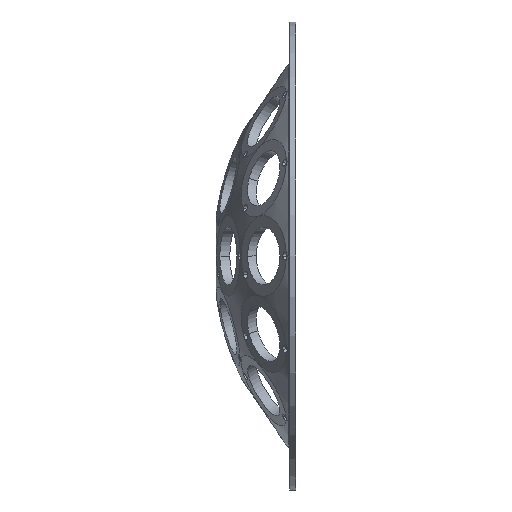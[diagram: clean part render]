
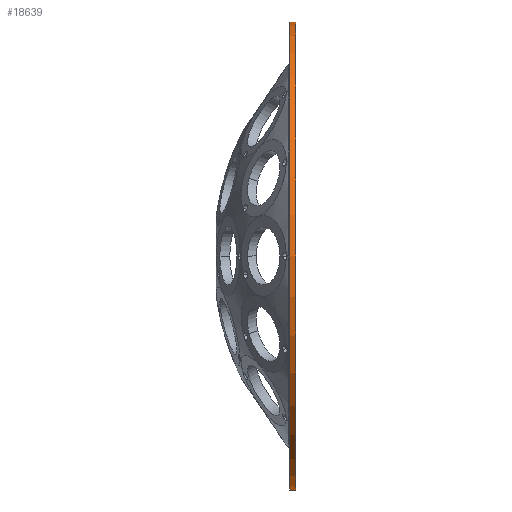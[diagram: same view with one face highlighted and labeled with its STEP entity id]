
A CAD part, left-side view. The second image highlights one B-rep face of the part: STEP entity #18639.
In plain terms, the highlighted cylindrical face has radius 223 mm (diameter 446 mm), a partial arc.
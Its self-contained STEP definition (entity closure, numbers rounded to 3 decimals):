
#925 = DIRECTION ( 'NONE',  ( 0., 0., 1. ) ) ;
#1367 = CIRCLE ( 'NONE', #16481, 223. ) ;
#2100 = CIRCLE ( 'NONE', #4629, 223. ) ;
#2300 = LINE ( 'NONE', #14211, #4026 ) ;
#2398 = DIRECTION ( 'NONE',  ( 0., 0., 1. ) ) ;
#2512 = LINE ( 'NONE', #13143, #9953 ) ;
#3024 = EDGE_LOOP ( 'NONE', ( #11285, #16213, #3740, #7951 ) ) ;
#3740 = ORIENTED_EDGE ( 'NONE', *, *, #18582, .T. ) ;
#4026 = VECTOR ( 'NONE', #17273, 1000. ) ;
#4629 = AXIS2_PLACEMENT_3D ( 'NONE', #13173, #16128, #17512 ) ;
#5090 = CARTESIAN_POINT ( 'NONE',  ( 0., 195., 0. ) ) ;
#5199 = VERTEX_POINT ( 'NONE', #9011 ) ;
#5760 = CARTESIAN_POINT ( 'NONE',  ( 0., 189., 223. ) ) ;
#6834 = FACE_OUTER_BOUND ( 'NONE', #3024, .T. ) ;
#7042 = DIRECTION ( 'NONE',  ( 0., 1., 0. ) ) ;
#7951 = ORIENTED_EDGE ( 'NONE', *, *, #8920, .F. ) ;
#8920 = EDGE_CURVE ( 'NONE', #5199, #16690, #1367, .T. ) ;
#9011 = CARTESIAN_POINT ( 'NONE',  ( 0., 195., -223. ) ) ;
#9953 = VECTOR ( 'NONE', #7042, 1000. ) ;
#10314 = AXIS2_PLACEMENT_3D ( 'NONE', #18844, #17573, #925 ) ;
#10904 = DIRECTION ( 'NONE',  ( 0., 1., 0. ) ) ;
#11285 = ORIENTED_EDGE ( 'NONE', *, *, #16999, .F. ) ;
#11342 = VERTEX_POINT ( 'NONE', #5760 ) ;
#13143 = CARTESIAN_POINT ( 'NONE',  ( 0., 284.983, -223. ) ) ;
#13173 = CARTESIAN_POINT ( 'NONE',  ( 0., 189., 0. ) ) ;
#13420 = EDGE_CURVE ( 'NONE', #17646, #11342, #2100, .T. ) ;
#14211 = CARTESIAN_POINT ( 'NONE',  ( 0., 284.983, 223. ) ) ;
#15995 = CYLINDRICAL_SURFACE ( 'NONE', #10314, 223. ) ;
#16128 = DIRECTION ( 'NONE',  ( 0., 1., 0. ) ) ;
#16213 = ORIENTED_EDGE ( 'NONE', *, *, #13420, .T. ) ;
#16481 = AXIS2_PLACEMENT_3D ( 'NONE', #5090, #10904, #2398 ) ;
#16690 = VERTEX_POINT ( 'NONE', #17398 ) ;
#16778 = CARTESIAN_POINT ( 'NONE',  ( 0., 189., -223. ) ) ;
#16999 = EDGE_CURVE ( 'NONE', #17646, #5199, #2512, .T. ) ;
#17273 = DIRECTION ( 'NONE',  ( 0., 1., 0. ) ) ;
#17398 = CARTESIAN_POINT ( 'NONE',  ( 0., 195., 223. ) ) ;
#17512 = DIRECTION ( 'NONE',  ( 0., 0., 1. ) ) ;
#17573 = DIRECTION ( 'NONE',  ( 0., 1., 0. ) ) ;
#17646 = VERTEX_POINT ( 'NONE', #16778 ) ;
#18582 = EDGE_CURVE ( 'NONE', #11342, #16690, #2300, .T. ) ;
#18639 = ADVANCED_FACE ( 'NONE', ( #6834 ), #15995, .T. ) ;
#18844 = CARTESIAN_POINT ( 'NONE',  ( 0., 284.983, 0. ) ) ;
